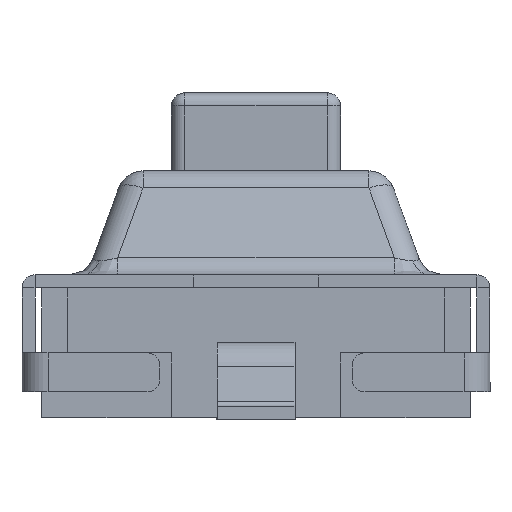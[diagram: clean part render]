
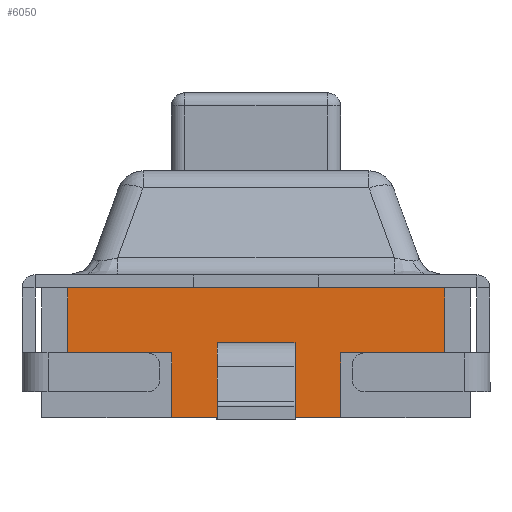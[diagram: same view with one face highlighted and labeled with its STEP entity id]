
A CAD part, left-side view. The second image highlights one B-rep face of the part: STEP entity #6050.
In plain terms, the highlighted planar face has unit normal (-1, 0, 0).
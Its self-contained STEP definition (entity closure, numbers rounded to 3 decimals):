
#77 = CARTESIAN_POINT ( 'NONE',  ( -3., -1.65, 6.748 ) ) ;
#349 = ORIENTED_EDGE ( 'NONE', *, *, #13291, .T. ) ;
#468 = LINE ( 'NONE', #3507, #6087 ) ;
#757 = CARTESIAN_POINT ( 'NONE',  ( -3., 0.3, -0.521 ) ) ;
#1036 = CARTESIAN_POINT ( 'NONE',  ( -3., 0.3, 6.748 ) ) ;
#1049 = ORIENTED_EDGE ( 'NONE', *, *, #16889, .F. ) ;
#1168 = CARTESIAN_POINT ( 'NONE',  ( -3., -0.65, -1.1 ) ) ;
#1386 = DIRECTION ( 'NONE',  ( 0., 0., -1. ) ) ;
#1546 = LINE ( 'NONE', #10054, #15549 ) ;
#1553 = EDGE_CURVE ( 'NONE', #5825, #11462, #8915, .T. ) ;
#1632 = VECTOR ( 'NONE', #2620, 1000. ) ;
#1989 = ORIENTED_EDGE ( 'NONE', *, *, #3909, .T. ) ;
#2173 = CARTESIAN_POINT ( 'NONE',  ( -3., -1.45, -0.6 ) ) ;
#2297 = CARTESIAN_POINT ( 'NONE',  ( -3., -1.65, -0.1 ) ) ;
#2304 = LINE ( 'NONE', #11014, #17253 ) ;
#2324 = CARTESIAN_POINT ( 'NONE',  ( -3., -0.65, -0.6 ) ) ;
#2455 = EDGE_CURVE ( 'NONE', #6716, #15318, #2780, .T. ) ;
#2554 = AXIS2_PLACEMENT_3D ( 'NONE', #77, #9628, #1386 ) ;
#2620 = DIRECTION ( 'NONE',  ( 0., 0., -1. ) ) ;
#2733 = CARTESIAN_POINT ( 'NONE',  ( -3., 0.65, -0.6 ) ) ;
#2780 = LINE ( 'NONE', #15292, #18096 ) ;
#2843 = DIRECTION ( 'NONE',  ( 0., -1., 0. ) ) ;
#3507 = CARTESIAN_POINT ( 'NONE',  ( -3., -0.65, -0.6 ) ) ;
#3852 = ORIENTED_EDGE ( 'NONE', *, *, #12587, .T. ) ;
#3909 = EDGE_CURVE ( 'NONE', #9434, #17493, #4580, .T. ) ;
#4004 = EDGE_CURVE ( 'NONE', #14985, #11004, #13116, .T. ) ;
#4146 = FACE_BOUND ( 'NONE', #7318, .T. ) ;
#4313 = DIRECTION ( 'NONE',  ( 0., 0., 1. ) ) ;
#4580 = LINE ( 'NONE', #14220, #15285 ) ;
#4701 = VECTOR ( 'NONE', #4848, 1000. ) ;
#4848 = DIRECTION ( 'NONE',  ( 0., -1., 0. ) ) ;
#5041 = ORIENTED_EDGE ( 'NONE', *, *, #5166, .T. ) ;
#5073 = ORIENTED_EDGE ( 'NONE', *, *, #4004, .T. ) ;
#5166 = EDGE_CURVE ( 'NONE', #12773, #9434, #10744, .T. ) ;
#5670 = LINE ( 'NONE', #11365, #8454 ) ;
#5825 = VERTEX_POINT ( 'NONE', #2733 ) ;
#5918 = VECTOR ( 'NONE', #17753, 1000. ) ;
#5921 = DIRECTION ( 'NONE',  ( 0., 1., 0. ) ) ;
#6046 = DIRECTION ( 'NONE',  ( 0., -1., 0. ) ) ;
#6050 = ADVANCED_FACE ( 'NONE', ( #8512, #4146 ), #7005, .F. ) ;
#6087 = VECTOR ( 'NONE', #14545, 1000. ) ;
#6130 = CARTESIAN_POINT ( 'NONE',  ( -3., 1.45, -0.6 ) ) ;
#6310 = CARTESIAN_POINT ( 'NONE',  ( -3., 0.65, -1.1 ) ) ;
#6716 = VERTEX_POINT ( 'NONE', #6310 ) ;
#7005 = PLANE ( 'NONE',  #2554 ) ;
#7163 = CARTESIAN_POINT ( 'NONE',  ( -3., -1.65, -0.521 ) ) ;
#7318 = EDGE_LOOP ( 'NONE', ( #15890, #5073, #349, #16739 ) ) ;
#7888 = VECTOR ( 'NONE', #6046, 1000. ) ;
#8211 = ORIENTED_EDGE ( 'NONE', *, *, #2455, .T. ) ;
#8326 = LINE ( 'NONE', #1036, #13177 ) ;
#8338 = ORIENTED_EDGE ( 'NONE', *, *, #16225, .F. ) ;
#8454 = VECTOR ( 'NONE', #4313, 1000. ) ;
#8512 = FACE_OUTER_BOUND ( 'NONE', #12119, .T. ) ;
#8915 = LINE ( 'NONE', #10740, #12340 ) ;
#8952 = DIRECTION ( 'NONE',  ( 0., 0., 1. ) ) ;
#9434 = VERTEX_POINT ( 'NONE', #2173 ) ;
#9567 = CARTESIAN_POINT ( 'NONE',  ( -3., -0.3, -0.621 ) ) ;
#9628 = DIRECTION ( 'NONE',  ( 1., 0., 0. ) ) ;
#10054 = CARTESIAN_POINT ( 'NONE',  ( -3., -1.65, -0.621 ) ) ;
#10740 = CARTESIAN_POINT ( 'NONE',  ( -3., 0.65, -0.6 ) ) ;
#10744 = LINE ( 'NONE', #2324, #5918 ) ;
#11004 = VERTEX_POINT ( 'NONE', #14834 ) ;
#11014 = CARTESIAN_POINT ( 'NONE',  ( -3., 1.45, -1.1 ) ) ;
#11365 = CARTESIAN_POINT ( 'NONE',  ( -3., 0.65, -0.6 ) ) ;
#11462 = VERTEX_POINT ( 'NONE', #6130 ) ;
#11706 = VERTEX_POINT ( 'NONE', #16745 ) ;
#11712 = EDGE_CURVE ( 'NONE', #14985, #16720, #8326, .T. ) ;
#12010 = EDGE_CURVE ( 'NONE', #16720, #15864, #1546, .T. ) ;
#12119 = EDGE_LOOP ( 'NONE', ( #3852, #5041, #1989, #1049, #12862, #13714, #8338, #8211 ) ) ;
#12121 = LINE ( 'NONE', #2297, #4701 ) ;
#12336 = DIRECTION ( 'NONE',  ( 0., 0., -1. ) ) ;
#12340 = VECTOR ( 'NONE', #5921, 1000. ) ;
#12587 = EDGE_CURVE ( 'NONE', #15318, #12773, #468, .T. ) ;
#12773 = VERTEX_POINT ( 'NONE', #13491 ) ;
#12862 = ORIENTED_EDGE ( 'NONE', *, *, #15309, .F. ) ;
#12995 = CARTESIAN_POINT ( 'NONE',  ( -3., -1.45, -0.1 ) ) ;
#13116 = LINE ( 'NONE', #7163, #7888 ) ;
#13177 = VECTOR ( 'NONE', #12336, 1000. ) ;
#13291 = EDGE_CURVE ( 'NONE', #11004, #15864, #16768, .T. ) ;
#13491 = CARTESIAN_POINT ( 'NONE',  ( -3., -0.65, -0.6 ) ) ;
#13714 = ORIENTED_EDGE ( 'NONE', *, *, #1553, .F. ) ;
#14011 = CARTESIAN_POINT ( 'NONE',  ( -3., -0.3, 6.748 ) ) ;
#14220 = CARTESIAN_POINT ( 'NONE',  ( -3., -1.45, -1.1 ) ) ;
#14545 = DIRECTION ( 'NONE',  ( 0., 0., 1. ) ) ;
#14834 = CARTESIAN_POINT ( 'NONE',  ( -3., -0.3, -0.521 ) ) ;
#14985 = VERTEX_POINT ( 'NONE', #757 ) ;
#15285 = VECTOR ( 'NONE', #8952, 1000. ) ;
#15292 = CARTESIAN_POINT ( 'NONE',  ( -3., -1.65, -1.1 ) ) ;
#15309 = EDGE_CURVE ( 'NONE', #11462, #11706, #2304, .T. ) ;
#15318 = VERTEX_POINT ( 'NONE', #1168 ) ;
#15549 = VECTOR ( 'NONE', #2843, 1000. ) ;
#15864 = VERTEX_POINT ( 'NONE', #9567 ) ;
#15890 = ORIENTED_EDGE ( 'NONE', *, *, #11712, .F. ) ;
#16225 = EDGE_CURVE ( 'NONE', #6716, #5825, #5670, .T. ) ;
#16629 = DIRECTION ( 'NONE',  ( 0., 0., 1. ) ) ;
#16659 = DIRECTION ( 'NONE',  ( 0., -1., 0. ) ) ;
#16720 = VERTEX_POINT ( 'NONE', #16729 ) ;
#16729 = CARTESIAN_POINT ( 'NONE',  ( -3., 0.3, -0.621 ) ) ;
#16739 = ORIENTED_EDGE ( 'NONE', *, *, #12010, .F. ) ;
#16745 = CARTESIAN_POINT ( 'NONE',  ( -3., 1.45, -0.1 ) ) ;
#16768 = LINE ( 'NONE', #14011, #1632 ) ;
#16889 = EDGE_CURVE ( 'NONE', #11706, #17493, #12121, .T. ) ;
#17253 = VECTOR ( 'NONE', #16629, 1000. ) ;
#17493 = VERTEX_POINT ( 'NONE', #12995 ) ;
#17753 = DIRECTION ( 'NONE',  ( 0., -1., 0. ) ) ;
#18096 = VECTOR ( 'NONE', #16659, 1000. ) ;
